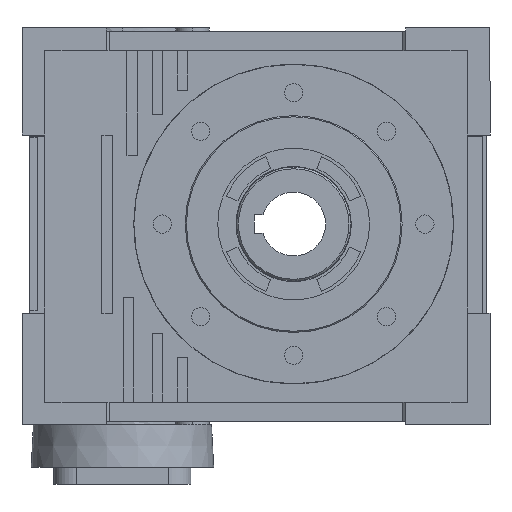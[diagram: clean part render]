
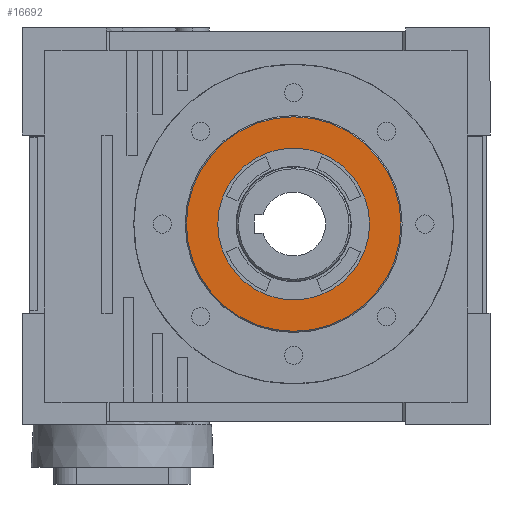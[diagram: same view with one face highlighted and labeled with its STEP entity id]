
A CAD part, left-side view. The second image highlights one B-rep face of the part: STEP entity #16692.
In plain terms, the highlighted planar face has unit normal (-1, 0, 0).
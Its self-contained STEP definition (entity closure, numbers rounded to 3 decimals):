
#193 = DIRECTION ( 'NONE',  ( -1., 0., 0. ) ) ;
#996 = AXIS2_PLACEMENT_3D ( 'NONE', #1129, #15098, #11548 ) ;
#1129 = CARTESIAN_POINT ( 'NONE',  ( -60., 0., 0. ) ) ;
#1516 = FACE_BOUND ( 'NONE', #12622, .T. ) ;
#1796 = DIRECTION ( 'NONE',  ( 0., 0., 1. ) ) ;
#2081 = DIRECTION ( 'NONE',  ( 0., 0., -1. ) ) ;
#2580 = DIRECTION ( 'NONE',  ( 1., 0., 0. ) ) ;
#3363 = DIRECTION ( 'NONE',  ( -1., 0., 0. ) ) ;
#3861 = VERTEX_POINT ( 'NONE', #9308 ) ;
#5058 = CIRCLE ( 'NONE', #13004, 33.25 ) ;
#6024 = DIRECTION ( 'NONE',  ( 0., 0., -1. ) ) ;
#6358 = ORIENTED_EDGE ( 'NONE', *, *, #7448, .T. ) ;
#6382 = EDGE_CURVE ( 'NONE', #20050, #10281, #5058, .T. ) ;
#6519 = CARTESIAN_POINT ( 'NONE',  ( -60., 0., 0. ) ) ;
#6590 = DIRECTION ( 'NONE',  ( 0., 0., 1. ) ) ;
#6609 = FACE_OUTER_BOUND ( 'NONE', #8757, .T. ) ;
#7153 = CARTESIAN_POINT ( 'NONE',  ( -60., 0., -47. ) ) ;
#7448 = EDGE_CURVE ( 'NONE', #13790, #3861, #20676, .T. ) ;
#8757 = EDGE_LOOP ( 'NONE', ( #6358, #10750 ) ) ;
#8872 = CIRCLE ( 'NONE', #996, 33.25 ) ;
#8903 = ORIENTED_EDGE ( 'NONE', *, *, #10422, .T. ) ;
#9308 = CARTESIAN_POINT ( 'NONE',  ( -60., 0., 47. ) ) ;
#10281 = VERTEX_POINT ( 'NONE', #19313 ) ;
#10422 = EDGE_CURVE ( 'NONE', #10281, #20050, #8872, .T. ) ;
#10568 = PLANE ( 'NONE',  #22179 ) ;
#10750 = ORIENTED_EDGE ( 'NONE', *, *, #12105, .T. ) ;
#11548 = DIRECTION ( 'NONE',  ( 0., 0., -1. ) ) ;
#11745 = AXIS2_PLACEMENT_3D ( 'NONE', #15538, #17287, #1796 ) ;
#12105 = EDGE_CURVE ( 'NONE', #3861, #13790, #17332, .T. ) ;
#12622 = EDGE_LOOP ( 'NONE', ( #8903, #17529 ) ) ;
#13004 = AXIS2_PLACEMENT_3D ( 'NONE', #20058, #2580, #6024 ) ;
#13790 = VERTEX_POINT ( 'NONE', #7153 ) ;
#15098 = DIRECTION ( 'NONE',  ( 1., 0., 0. ) ) ;
#15538 = CARTESIAN_POINT ( 'NONE',  ( -60., 0., 0. ) ) ;
#16692 = ADVANCED_FACE ( 'NONE', ( #6609, #1516 ), #10568, .T. ) ;
#17287 = DIRECTION ( 'NONE',  ( -1., 0., 0. ) ) ;
#17332 = CIRCLE ( 'NONE', #11745, 47. ) ;
#17442 = CARTESIAN_POINT ( 'NONE',  ( -60., 0., 0. ) ) ;
#17529 = ORIENTED_EDGE ( 'NONE', *, *, #6382, .T. ) ;
#17770 = AXIS2_PLACEMENT_3D ( 'NONE', #6519, #3363, #6590 ) ;
#17906 = CARTESIAN_POINT ( 'NONE',  ( -60., 0., -33.25 ) ) ;
#19313 = CARTESIAN_POINT ( 'NONE',  ( -60., 0., 33.25 ) ) ;
#20050 = VERTEX_POINT ( 'NONE', #17906 ) ;
#20058 = CARTESIAN_POINT ( 'NONE',  ( -60., 0., 0. ) ) ;
#20676 = CIRCLE ( 'NONE', #17770, 47. ) ;
#22179 = AXIS2_PLACEMENT_3D ( 'NONE', #17442, #193, #2081 ) ;
